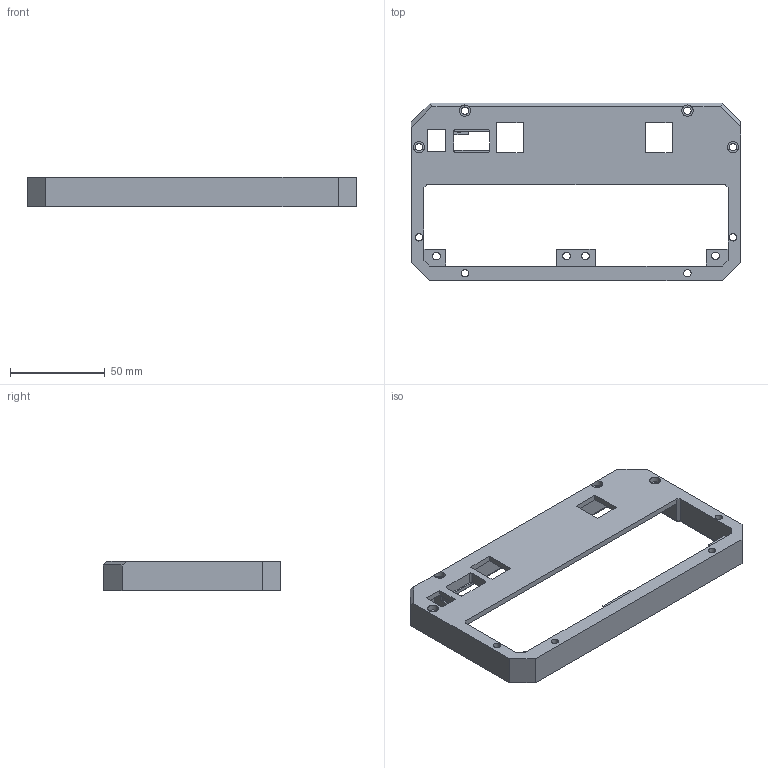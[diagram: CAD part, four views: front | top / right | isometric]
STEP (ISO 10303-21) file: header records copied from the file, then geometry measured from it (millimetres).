
FILE_DESCRIPTION (( 'STEP AP214' ), '1' );
FILE_NAME ('蟈諉8643.STEP', '2024-04-11T06:09:16', ( '' ), ( '' ), 'SwSTEP 2.0', 'SolidWorks 2023', '' );
FILE_SCHEMA (( 'AUTOMOTIVE_DESIGN' ));
Length unit declared in the file: millimetre
Products named in the file (1): 链接8643
Bounding box: 174.08 x 94 x 15.65 mm (x, y, z)
Volume: 76587.6 mm3; surface area: 36847.8 mm2
Topology: 1 solids, 1 shells, 155 faces, 433 edges, 282 vertices
Faces by surface type: plane 107, cylinder 48
Entity records: 5046 total; most frequent: CARTESIAN_POINT 877, ORIENTED_EDGE 866, DIRECTION 847, EDGE_CURVE 433, LINE 327, VECTOR 327, VERTEX_POINT 282, AXIS2_PLACEMENT_3D 260
